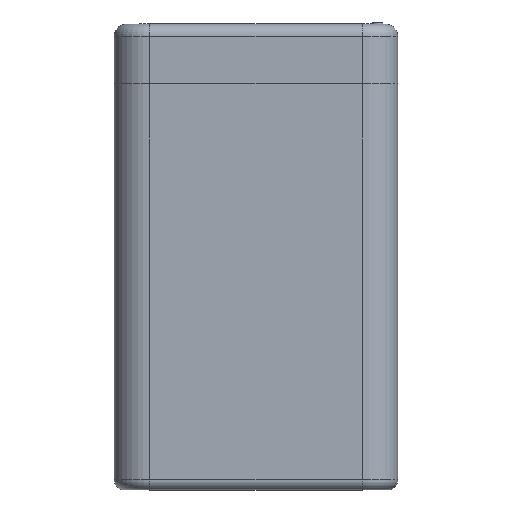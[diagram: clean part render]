
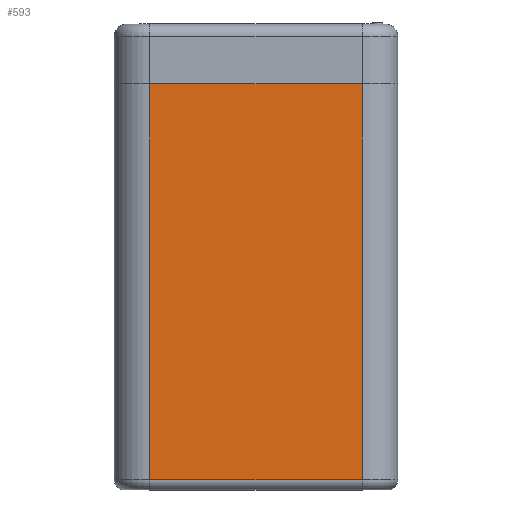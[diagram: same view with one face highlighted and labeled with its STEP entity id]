
A CAD part, top view. The second image highlights one B-rep face of the part: STEP entity #593.
In plain terms, the highlighted planar face has unit normal (0, 0, 1).
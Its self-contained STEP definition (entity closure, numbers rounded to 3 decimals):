
#21=PLANE('',#668);
#41=LINE('',#984,#83);
#45=LINE('',#997,#87);
#46=LINE('',#999,#88);
#47=LINE('',#1000,#89);
#83=VECTOR('',#774,10.);
#87=VECTOR('',#790,10.);
#88=VECTOR('',#791,10.);
#89=VECTOR('',#792,10.);
#147=FACE_OUTER_BOUND('',#189,.T.);
#189=EDGE_LOOP('',(#437,#438,#439,#440));
#278=VERTEX_POINT('',#976);
#280=VERTEX_POINT('',#982);
#283=VERTEX_POINT('',#996);
#284=VERTEX_POINT('',#998);
#336=EDGE_CURVE('',#280,#278,#41,.T.);
#343=EDGE_CURVE('',#283,#280,#45,.T.);
#344=EDGE_CURVE('',#283,#284,#46,.T.);
#345=EDGE_CURVE('',#278,#284,#47,.T.);
#437=ORIENTED_EDGE('',*,*,#336,.F.);
#438=ORIENTED_EDGE('',*,*,#343,.F.);
#439=ORIENTED_EDGE('',*,*,#344,.T.);
#440=ORIENTED_EDGE('',*,*,#345,.F.);
#593=ADVANCED_FACE('',(#147),#21,.T.);
#668=AXIS2_PLACEMENT_3D('',#995,#788,#789);
#774=DIRECTION('',(-1.,0.,0.));
#788=DIRECTION('center_axis',(0.,0.,1.));
#789=DIRECTION('ref_axis',(1.,0.,0.));
#790=DIRECTION('',(0.,-1.,0.));
#791=DIRECTION('',(-1.,0.,0.));
#792=DIRECTION('',(0.,1.,0.));
#976=CARTESIAN_POINT('',(-10.5,-22.,8.));
#982=CARTESIAN_POINT('',(10.5,-22.,8.));
#984=CARTESIAN_POINT('',(-7.,-22.,8.));
#995=CARTESIAN_POINT('Origin',(0.,-2.957,8.));
#996=CARTESIAN_POINT('',(10.5,17.085,8.));
#997=CARTESIAN_POINT('',(10.5,-12.979,8.));
#998=CARTESIAN_POINT('',(-10.5,17.085,8.));
#999=CARTESIAN_POINT('',(-14.,17.085,8.));
#1000=CARTESIAN_POINT('',(-10.5,7.064,8.));
